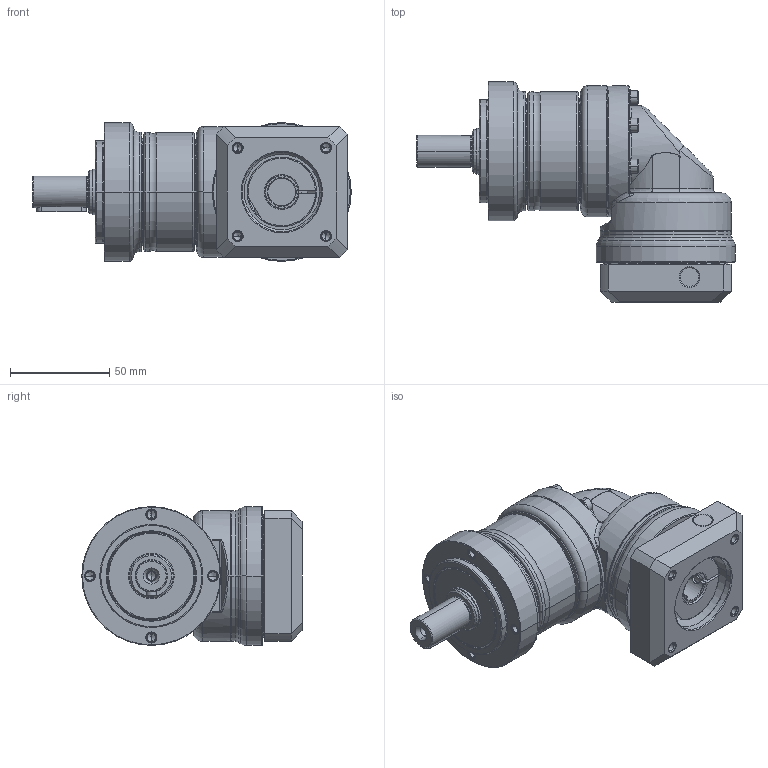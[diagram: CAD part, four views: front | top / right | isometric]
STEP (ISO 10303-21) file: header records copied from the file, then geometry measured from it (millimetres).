
FILE_DESCRIPTION((''),'2;1');
FILE_NAME('PE2R-070_1ST_14-P0411300101_ASM','2016-05-09T',('d00435'),(''),'PRO/ENGINEER BY PARAMETRIC TECHNOLOGY CORPORATION, 2008410','PRO/ENGINEER BY PARAMETRIC TECHNOLOGY CORPORATION, 2008410','');
FILE_SCHEMA(('CONFIG_CONTROL_DESIGN'));
Length unit declared in the file: millimetre
Products named in the file (12): P1323210001; P0250200001; P0350201001; P1349200001; P1017200001; P0713202001; P0503300005; P1350200201; P0411300101; P1702300001; 2111B104020; PE2R-070_1ST_14-P0411300101_ASM
Assembly tree (16 placements, depth 2):
  PE2R-070_1ST_14-P0411300101_ASM
    P1323210001
    P0250200001
    P0350201001
    P1349200001
    P1017200001
    P0713202001
    P0503300005
    P1350200201
    P0411300101
    P1702300001
    2111B104020  x6
Bounding box: 160.5 x 111 x 70 mm (x, y, z)
Volume: 367996.5 mm3; surface area: 114899.7 mm2
Topology: 16 solids, 32 shells, 853 faces, 1893 edges, 1115 vertices
Faces by surface type: cylinder 279, cone 226, plane 210, torus 106, bspline 32
Entity records: 24784 total; most frequent: CARTESIAN_POINT 9103, DIRECTION 3536, ORIENTED_EDGE 2954, EDGE_CURVE 1509, AXIS2_PLACEMENT_3D 1507, VERTEX_POINT 915, CIRCLE 813, EDGE_LOOP 790
